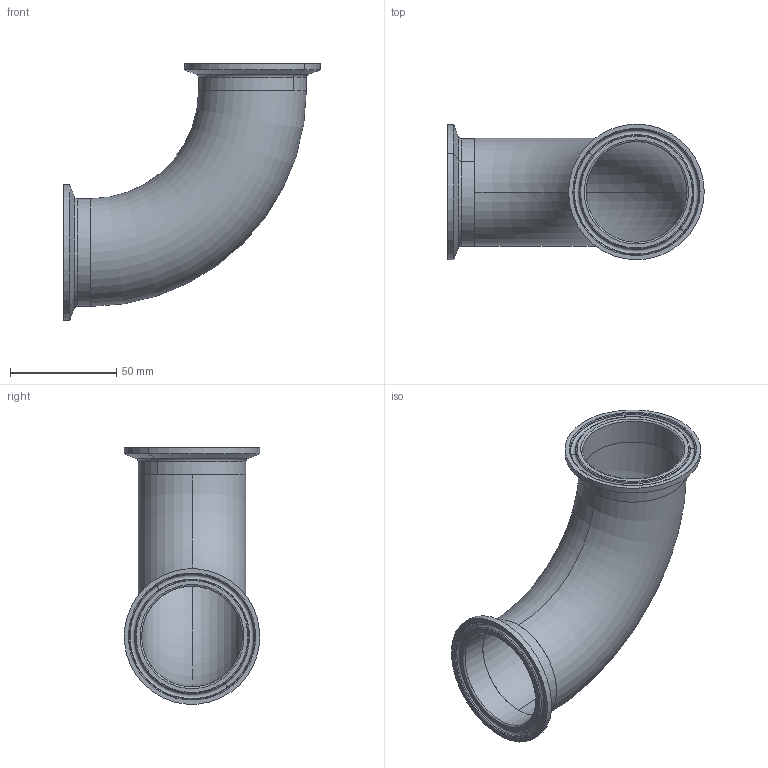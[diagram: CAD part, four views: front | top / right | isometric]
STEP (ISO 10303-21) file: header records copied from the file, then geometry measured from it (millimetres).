
FILE_DESCRIPTION (( 'STEP AP214' ), '1' );
FILE_NAME ('DT16 50.8 B.STEP', '2014-03-17T03:21:10', ( '' ), ( '' ), 'SwSTEP 2.0', 'SolidWorks 2013', '' );
FILE_SCHEMA (( 'AUTOMOTIVE_DESIGN' ));
Length unit declared in the file: inch
Products named in the file (3): 16 50.8; DT16 50.8; DT16 50.8 B
Assembly tree (3 placements, depth 2):
  DT16 50.8 B
    DT16 50.8
    16 50.8  x2
Bounding box: 120.85 x 63.91 x 120.74 mm (x, y, z)
Volume: 45229.2 mm3; surface area: 51059.6 mm2
Topology: 3 solids, 3 shells, 60 faces, 120 edges, 68 vertices
Faces by surface type: torus 28, cylinder 12, cone 12, plane 8
Entity records: 1010 total; most frequent: DIRECTION 198, CARTESIAN_POINT 143, ORIENTED_EDGE 132, AXIS2_PLACEMENT_3D 93, EDGE_CURVE 66, CIRCLE 54, EDGE_LOOP 38, VERTEX_POINT 38
